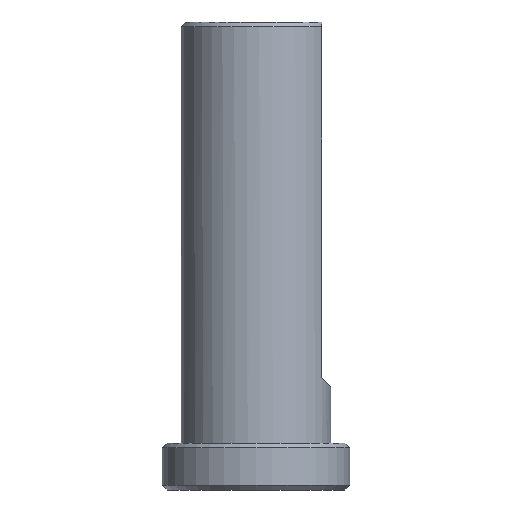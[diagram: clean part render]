
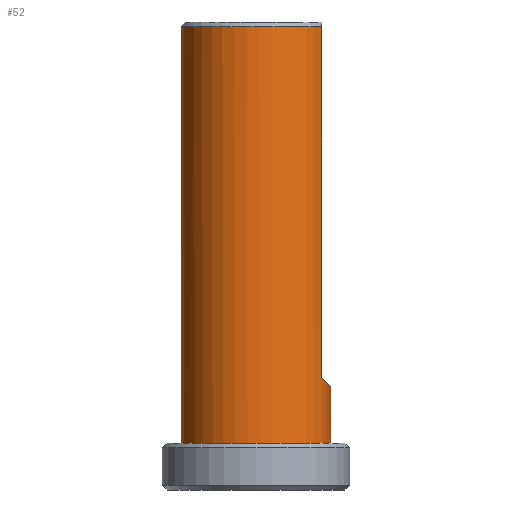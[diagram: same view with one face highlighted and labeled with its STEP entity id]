
A CAD part, left-side view. The second image highlights one B-rep face of the part: STEP entity #52.
In plain terms, the highlighted cylindrical face has radius 8 mm (diameter 16 mm), a full revolution.
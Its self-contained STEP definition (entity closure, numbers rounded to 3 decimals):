
#52=ADVANCED_FACE('',(#82,#83),#67,.T.);
#67=CYLINDRICAL_SURFACE('',#259,8.);
#71=ELLIPSE('',#257,11.314,8.);
#72=LINE('',#365,#77);
#73=LINE('',#370,#78);
#77=VECTOR('',#295,1.);
#78=VECTOR('',#298,1.);
#82=FACE_BOUND('',#104,.T.);
#83=FACE_BOUND('',#105,.T.);
#104=EDGE_LOOP('',(#130));
#105=EDGE_LOOP('',(#131,#132,#133,#134));
#130=ORIENTED_EDGE('',*,*,#189,.T.);
#131=ORIENTED_EDGE('',*,*,#190,.F.);
#132=ORIENTED_EDGE('',*,*,#191,.F.);
#133=ORIENTED_EDGE('',*,*,#192,.F.);
#134=ORIENTED_EDGE('',*,*,#193,.F.);
#172=VERTEX_POINT('',#364);
#173=VERTEX_POINT('',#366);
#174=VERTEX_POINT('',#367);
#175=VERTEX_POINT('',#369);
#176=VERTEX_POINT('',#371);
#189=EDGE_CURVE('',#172,#172,#210,.T.);
#190=EDGE_CURVE('',#173,#174,#72,.T.);
#191=EDGE_CURVE('',#175,#173,#71,.T.);
#192=EDGE_CURVE('',#176,#175,#73,.T.);
#193=EDGE_CURVE('',#174,#176,#211,.T.);
#210=CIRCLE('',#256,8.);
#211=CIRCLE('',#258,8.);
#256=AXIS2_PLACEMENT_3D('',#363,#293,#294);
#257=AXIS2_PLACEMENT_3D('',#368,#296,#297);
#258=AXIS2_PLACEMENT_3D('',#372,#299,#300);
#259=AXIS2_PLACEMENT_3D('',#373,#301,#302);
#293=DIRECTION('',(0.,0.,1.));
#294=DIRECTION('',(1.,0.,0.));
#295=DIRECTION('',(0.,0.,1.));
#296=DIRECTION('',(0.,-0.707,0.707));
#297=DIRECTION('',(0.,0.707,0.707));
#298=DIRECTION('',(0.,0.,-1.));
#299=DIRECTION('',(0.,0.,1.));
#300=DIRECTION('',(1.,0.,0.));
#301=DIRECTION('',(0.,0.,1.));
#302=DIRECTION('',(-1.,0.,0.));
#363=CARTESIAN_POINT('',(0.,0.,0.));
#364=CARTESIAN_POINT('',(8.,0.,0.));
#365=CARTESIAN_POINT('',(3.873,-7.,0.));
#366=CARTESIAN_POINT('',(3.873,-7.,7.));
#367=CARTESIAN_POINT('',(3.873,-7.,44.5));
#368=CARTESIAN_POINT('',(0.,0.,14.));
#369=CARTESIAN_POINT('',(-3.873,-7.,7.));
#370=CARTESIAN_POINT('',(-3.873,-7.,0.));
#371=CARTESIAN_POINT('',(-3.873,-7.,44.5));
#372=CARTESIAN_POINT('',(0.,0.,44.5));
#373=CARTESIAN_POINT('',(0.,0.,0.));
